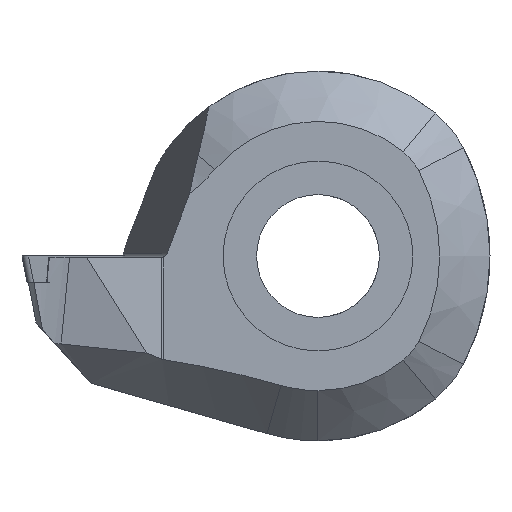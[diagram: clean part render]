
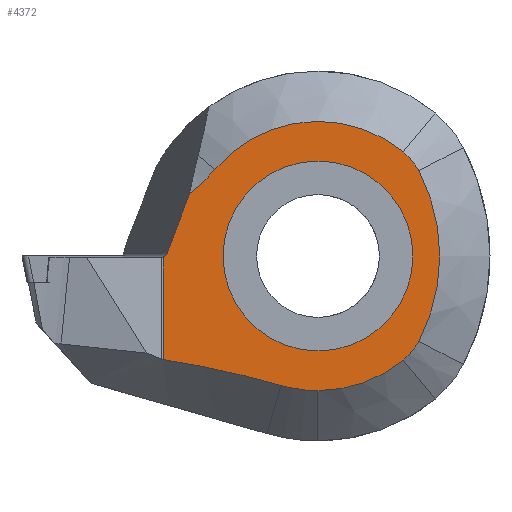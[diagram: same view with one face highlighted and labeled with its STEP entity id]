
A CAD part, left-side view. The second image highlights one B-rep face of the part: STEP entity #4372.
In plain terms, the highlighted planar face has unit normal (-1, 0, 0).
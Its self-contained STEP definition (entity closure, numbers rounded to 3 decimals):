
#4 = CARTESIAN_POINT ( 'NONE',  ( -10., 13.865, -16.55 ) ) ;
#12 = CARTESIAN_POINT ( 'NONE',  ( -10., 13.865, -0.083 ) ) ;
#25 = CARTESIAN_POINT ( 'NONE',  ( -10., 13.865, -0.083 ) ) ;
#53 = CARTESIAN_POINT ( 'NONE',  ( -10., 0., 0. ) ) ;
#79 = ORIENTED_EDGE ( 'NONE', *, *, #1058, .T. ) ;
#143 = CIRCLE ( 'NONE', #3219, 14.5 ) ;
#232 = ORIENTED_EDGE ( 'NONE', *, *, #2212, .T. ) ;
#233 = VERTEX_POINT ( 'NONE', #2763 ) ;
#257 = CARTESIAN_POINT ( 'NONE',  ( -10., 0., 0. ) ) ;
#294 = EDGE_CURVE ( 'NONE', #1353, #646, #3310, .T. ) ;
#345 = VERTEX_POINT ( 'NONE', #3685 ) ;
#409 = VECTOR ( 'NONE', #3043, 1000. ) ;
#424 = VERTEX_POINT ( 'NONE', #5455 ) ;
#433 = ORIENTED_EDGE ( 'NONE', *, *, #1252, .T. ) ;
#476 = DIRECTION ( 'NONE',  ( 1., 0., 0. ) ) ;
#568 = ORIENTED_EDGE ( 'NONE', *, *, #930, .F. ) ;
#581 = CIRCLE ( 'NONE', #3578, 8.5 ) ;
#591 = AXIS2_PLACEMENT_3D ( 'NONE', #4358, #2605, #2191 ) ;
#607 = CIRCLE ( 'NONE', #3877, 5.5 ) ;
#646 = VERTEX_POINT ( 'NONE', #3175 ) ;
#706 = DIRECTION ( 'NONE',  ( -1., 0., 0. ) ) ;
#813 = ORIENTED_EDGE ( 'NONE', *, *, #4222, .T. ) ;
#844 = CIRCLE ( 'NONE', #2877, 12.05 ) ;
#859 = DIRECTION ( 'NONE',  ( 0., 1., 0. ) ) ;
#928 = DIRECTION ( 'NONE',  ( 0., -0.353, 0.936 ) ) ;
#930 = EDGE_CURVE ( 'NONE', #1328, #4042, #4634, .T. ) ;
#960 = LINE ( 'NONE', #983, #2806 ) ;
#983 = CARTESIAN_POINT ( 'NONE',  ( -10., 13.163, 1.157 ) ) ;
#986 = CARTESIAN_POINT ( 'NONE',  ( -10., 13.513, 0.229 ) ) ;
#1020 = AXIS2_PLACEMENT_3D ( 'NONE', #3316, #4637, #859 ) ;
#1058 = EDGE_CURVE ( 'NONE', #424, #2495, #1385, .T. ) ;
#1059 = DIRECTION ( 'NONE',  ( 0., 1., 0. ) ) ;
#1064 = CARTESIAN_POINT ( 'NONE',  ( -10., 3.321, -11.583 ) ) ;
#1161 = ORIENTED_EDGE ( 'NONE', *, *, #5316, .T. ) ;
#1194 = EDGE_LOOP ( 'NONE', ( #433, #4742 ) ) ;
#1224 = CARTESIAN_POINT ( 'NONE',  ( -10., -9.02, -7.624 ) ) ;
#1239 = DIRECTION ( 'NONE',  ( 0., 1., 0. ) ) ;
#1252 = EDGE_CURVE ( 'NONE', #2822, #3103, #4212, .T. ) ;
#1263 = FACE_OUTER_BOUND ( 'NONE', #1749, .T. ) ;
#1287 = CARTESIAN_POINT ( 'NONE',  ( -10., 13.699, -0.04 ) ) ;
#1328 = VERTEX_POINT ( 'NONE', #4417 ) ;
#1353 = VERTEX_POINT ( 'NONE', #1064 ) ;
#1385 = CIRCLE ( 'NONE', #591, 5.5 ) ;
#1604 = EDGE_CURVE ( 'NONE', #2580, #233, #960, .T. ) ;
#1639 = DIRECTION ( 'NONE',  ( 0., 1., 0. ) ) ;
#1649 = EDGE_CURVE ( 'NONE', #2706, #3007, #607, .T. ) ;
#1749 = EDGE_LOOP ( 'NONE', ( #568, #232, #3990, #2081, #5211, #1161, #79, #813, #3553, #5227, #2373 ) ) ;
#1844 = CARTESIAN_POINT ( 'NONE',  ( -10., 0., -8.5 ) ) ;
#1903 = DIRECTION ( 'NONE',  ( 0., 1., 0. ) ) ;
#1964 = CARTESIAN_POINT ( 'NONE',  ( -10., -4.151, -5.067 ) ) ;
#2081 = ORIENTED_EDGE ( 'NONE', *, *, #4405, .T. ) ;
#2191 = DIRECTION ( 'NONE',  ( 0., 1., 0. ) ) ;
#2212 = EDGE_CURVE ( 'NONE', #1328, #1353, #3077, .T. ) ;
#2352 = AXIS2_PLACEMENT_3D ( 'NONE', #2667, #3469, #3893 ) ;
#2367 = CARTESIAN_POINT ( 'NONE',  ( -10., 13.513, 0.229 ) ) ;
#2373 = ORIENTED_EDGE ( 'NONE', *, *, #3657, .F. ) ;
#2412 = DIRECTION ( 'NONE',  ( 1., 0., 0. ) ) ;
#2495 = VERTEX_POINT ( 'NONE', #4498 ) ;
#2580 = VERTEX_POINT ( 'NONE', #2367 ) ;
#2605 = DIRECTION ( 'NONE',  ( -1., 0., 0. ) ) ;
#2667 = CARTESIAN_POINT ( 'NONE',  ( -10., 5.5, 0. ) ) ;
#2706 = VERTEX_POINT ( 'NONE', #3342 ) ;
#2763 = CARTESIAN_POINT ( 'NONE',  ( -10., 11.5, 5.571 ) ) ;
#2806 = VECTOR ( 'NONE', #928, 1000. ) ;
#2822 = VERTEX_POINT ( 'NONE', #1844 ) ;
#2874 = FACE_BOUND ( 'NONE', #1194, .T. ) ;
#2877 = AXIS2_PLACEMENT_3D ( 'NONE', #5030, #5001, #1239 ) ;
#2957 = PLANE ( 'NONE',  #1020 ) ;
#2998 = CARTESIAN_POINT ( 'NONE',  ( -10., 20.338, 17.066 ) ) ;
#3007 = VERTEX_POINT ( 'NONE', #1224 ) ;
#3014 = CARTESIAN_POINT ( 'NONE',  ( -10., 26.613, -92.81 ) ) ;
#3043 = DIRECTION ( 'NONE',  ( 0., 0., 1. ) ) ;
#3077 = CIRCLE ( 'NONE', #4136, 84.5 ) ;
#3103 = VERTEX_POINT ( 'NONE', #3806 ) ;
#3175 = CARTESIAN_POINT ( 'NONE',  ( -10., 0., -12.05 ) ) ;
#3204 = CARTESIAN_POINT ( 'NONE',  ( -10., 0., 0. ) ) ;
#3219 = AXIS2_PLACEMENT_3D ( 'NONE', #2998, #476, #1639 ) ;
#3310 = CIRCLE ( 'NONE', #5073, 12.05 ) ;
#3316 = CARTESIAN_POINT ( 'NONE',  ( -10., 13.865, -16.55 ) ) ;
#3342 = CARTESIAN_POINT ( 'NONE',  ( -10., -7.636, -9.322 ) ) ;
#3469 = DIRECTION ( 'NONE',  ( -1., 0., 0. ) ) ;
#3553 = ORIENTED_EDGE ( 'NONE', *, *, #4054, .T. ) ;
#3578 = AXIS2_PLACEMENT_3D ( 'NONE', #53, #4367, #4663 ) ;
#3614 = CARTESIAN_POINT ( 'NONE',  ( -10., 0., 0. ) ) ;
#3657 = EDGE_CURVE ( 'NONE', #4042, #2580, #3935, .T. ) ;
#3685 = CARTESIAN_POINT ( 'NONE',  ( -10., 9.231, 7.746 ) ) ;
#3737 = EDGE_CURVE ( 'NONE', #3103, #2822, #581, .T. ) ;
#3806 = CARTESIAN_POINT ( 'NONE',  ( -10., 0., 8.5 ) ) ;
#3871 = CARTESIAN_POINT ( 'NONE',  ( -10., 13.572, 0.073 ) ) ;
#3877 = AXIS2_PLACEMENT_3D ( 'NONE', #1964, #706, #1059 ) ;
#3893 = DIRECTION ( 'NONE',  ( 0., 1., 0. ) ) ;
#3935 =( BOUNDED_CURVE ( )  B_SPLINE_CURVE ( 3, ( #25, #1287, #3871, #986 ),
 .UNSPECIFIED., .F., .T. ) 
 B_SPLINE_CURVE_WITH_KNOTS ( ( 4, 4 ),
 ( 1.833, 2.793 ),
 .UNSPECIFIED. ) 
 CURVE ( )  GEOMETRIC_REPRESENTATION_ITEM ( )  RATIONAL_B_SPLINE_CURVE ( ( 1., 0.925, 0.925, 1. ) ) 
 REPRESENTATION_ITEM ( '' )  );
#3990 = ORIENTED_EDGE ( 'NONE', *, *, #294, .T. ) ;
#4042 = VERTEX_POINT ( 'NONE', #12 ) ;
#4054 = EDGE_CURVE ( 'NONE', #345, #233, #143, .T. ) ;
#4113 = DIRECTION ( 'NONE',  ( 0., 1., 0. ) ) ;
#4136 = AXIS2_PLACEMENT_3D ( 'NONE', #3014, #4286, #5377 ) ;
#4212 = CIRCLE ( 'NONE', #4912, 8.5 ) ;
#4222 = EDGE_CURVE ( 'NONE', #2495, #345, #4633, .T. ) ;
#4286 = DIRECTION ( 'NONE',  ( 1., 0., 0. ) ) ;
#4358 = CARTESIAN_POINT ( 'NONE',  ( -10., -4.151, 5.067 ) ) ;
#4367 = DIRECTION ( 'NONE',  ( 1., 0., 0. ) ) ;
#4372 = ADVANCED_FACE ( 'NONE', ( #2874, #1263 ), #2957, .F. ) ;
#4405 = EDGE_CURVE ( 'NONE', #646, #2706, #844, .T. ) ;
#4407 = DIRECTION ( 'NONE',  ( 0., 1., 0. ) ) ;
#4417 = CARTESIAN_POINT ( 'NONE',  ( -10., 13.865, -9.277 ) ) ;
#4498 = CARTESIAN_POINT ( 'NONE',  ( -10., -7.636, 9.322 ) ) ;
#4506 = DIRECTION ( 'NONE',  ( -1., 0., 0. ) ) ;
#4633 = CIRCLE ( 'NONE', #5354, 12.05 ) ;
#4634 = LINE ( 'NONE', #4, #409 ) ;
#4637 = DIRECTION ( 'NONE',  ( 1., 0., 0. ) ) ;
#4663 = DIRECTION ( 'NONE',  ( 0., 1., 0. ) ) ;
#4742 = ORIENTED_EDGE ( 'NONE', *, *, #3737, .T. ) ;
#4817 = DIRECTION ( 'NONE',  ( -1., 0., 0. ) ) ;
#4912 = AXIS2_PLACEMENT_3D ( 'NONE', #3614, #2412, #4113 ) ;
#5001 = DIRECTION ( 'NONE',  ( -1., 0., 0. ) ) ;
#5030 = CARTESIAN_POINT ( 'NONE',  ( -10., 0., 0. ) ) ;
#5073 = AXIS2_PLACEMENT_3D ( 'NONE', #3204, #4817, #4407 ) ;
#5091 = CIRCLE ( 'NONE', #2352, 16.4 ) ;
#5211 = ORIENTED_EDGE ( 'NONE', *, *, #1649, .T. ) ;
#5227 = ORIENTED_EDGE ( 'NONE', *, *, #1604, .F. ) ;
#5316 = EDGE_CURVE ( 'NONE', #3007, #424, #5091, .T. ) ;
#5354 = AXIS2_PLACEMENT_3D ( 'NONE', #257, #4506, #1903 ) ;
#5377 = DIRECTION ( 'NONE',  ( 0., 1., 0. ) ) ;
#5455 = CARTESIAN_POINT ( 'NONE',  ( -10., -9.02, 7.624 ) ) ;
